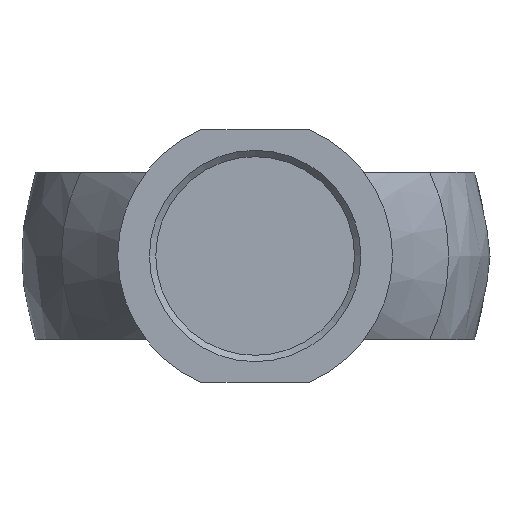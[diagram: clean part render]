
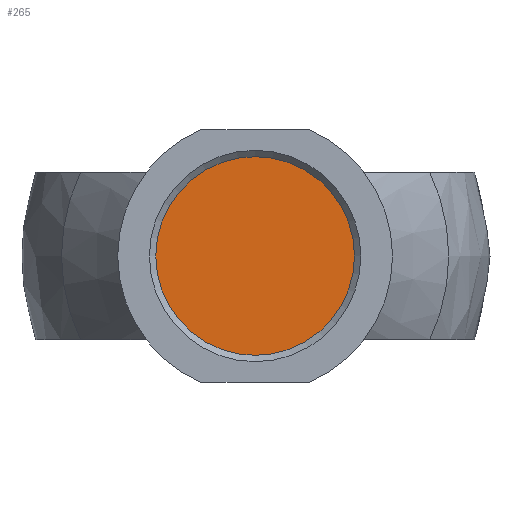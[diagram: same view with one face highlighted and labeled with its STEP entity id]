
A CAD part, front view. The second image highlights one B-rep face of the part: STEP entity #265.
In plain terms, the highlighted planar face has unit normal (0, -1, 0).
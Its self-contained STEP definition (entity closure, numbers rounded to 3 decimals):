
#51=CIRCLE('',#311,16.918);
#112=ORIENTED_EDGE('',*,*,#147,.T.);
#147=EDGE_CURVE('',#169,#169,#51,.T.);
#169=VERTEX_POINT('',#511);
#212=EDGE_LOOP('',(#112));
#238=FACE_BOUND('',#212,.T.);
#249=PLANE('',#310);
#265=ADVANCED_FACE('',(#238),#249,.T.);
#310=AXIS2_PLACEMENT_3D('',#509,#385,#386);
#311=AXIS2_PLACEMENT_3D('',#510,#387,#388);
#385=DIRECTION('',(0.,-1.,0.));
#386=DIRECTION('',(1.,0.,0.));
#387=DIRECTION('',(0.,-1.,0.));
#388=DIRECTION('',(1.,0.,0.));
#509=CARTESIAN_POINT('',(0.,-70.5,0.));
#510=CARTESIAN_POINT('',(0.,-70.5,0.));
#511=CARTESIAN_POINT('',(16.918,-70.5,0.));
